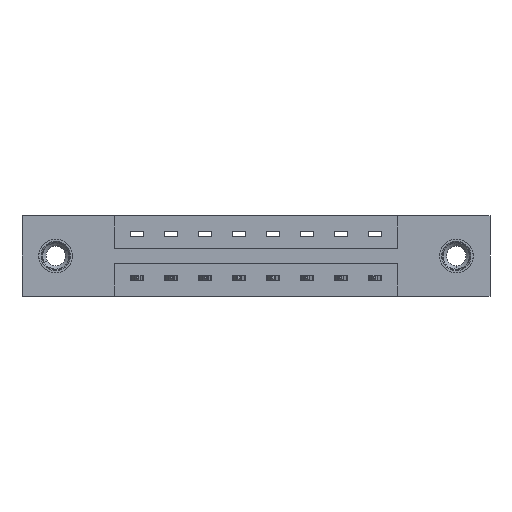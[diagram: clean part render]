
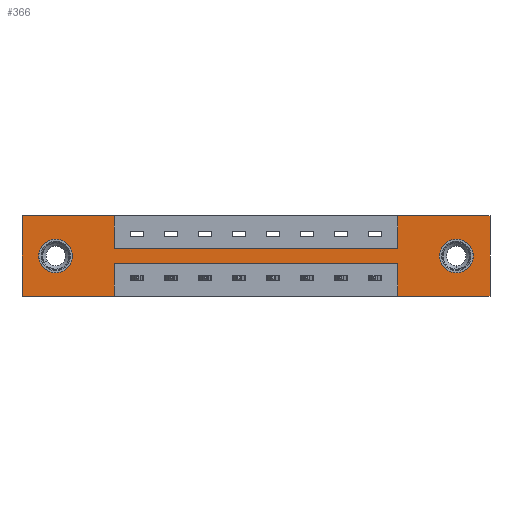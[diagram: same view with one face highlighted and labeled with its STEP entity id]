
A CAD part, front view. The second image highlights one B-rep face of the part: STEP entity #366.
In plain terms, the highlighted planar face has unit normal (0, -1, 0).
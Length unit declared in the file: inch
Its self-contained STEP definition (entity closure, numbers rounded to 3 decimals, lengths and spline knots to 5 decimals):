
#100 = CARTESIAN_POINT ( 'NONE',  ( 0., 0., 0. ) ) ;
#366 = ADVANCED_FACE ( 'NONE', ( #6705, #1818, #8961 ), #9112, .T. ) ;
#408 = VERTEX_POINT ( 'NONE', #2426 ) ;
#521 = DIRECTION ( 'NONE',  ( 0., 0., 1. ) ) ;
#703 = AXIS2_PLACEMENT_3D ( 'NONE', #6414, #896, #7250 ) ;
#781 = EDGE_CURVE ( 'NONE', #5599, #3792, #6425, .T. ) ;
#896 = DIRECTION ( 'NONE',  ( 0., 1., 0. ) ) ;
#927 = CARTESIAN_POINT ( 'NONE',  ( 1.729, 0., -0.22 ) ) ;
#939 = VERTEX_POINT ( 'NONE', #4550 ) ;
#1048 = DIRECTION ( 'NONE',  ( 1., 0., 0. ) ) ;
#1064 = VECTOR ( 'NONE', #3944, 39.37008 ) ;
#1079 = VERTEX_POINT ( 'NONE', #4055 ) ;
#1230 = CIRCLE ( 'NONE', #7275, 0.078 ) ;
#1260 = EDGE_CURVE ( 'NONE', #4512, #4960, #10706, .T. ) ;
#1279 = EDGE_CURVE ( 'NONE', #939, #4159, #1230, .T. ) ;
#1372 = VERTEX_POINT ( 'NONE', #927 ) ;
#1403 = VECTOR ( 'NONE', #3181, 39.37008 ) ;
#1412 = AXIS2_PLACEMENT_3D ( 'NONE', #3251, #9433, #4195 ) ;
#1489 = ORIENTED_EDGE ( 'NONE', *, *, #5535, .T. ) ;
#1683 = LINE ( 'NONE', #2208, #1403 ) ;
#1727 = LINE ( 'NONE', #7151, #6353 ) ;
#1818 = FACE_BOUND ( 'NONE', #5325, .T. ) ;
#1895 = VERTEX_POINT ( 'NONE', #6219 ) ;
#1915 = ORIENTED_EDGE ( 'NONE', *, *, #9057, .T. ) ;
#1954 = EDGE_CURVE ( 'NONE', #5992, #1079, #8221, .T. ) ;
#2073 = CARTESIAN_POINT ( 'NONE',  ( 1.999, 0., -0.185 ) ) ;
#2208 = CARTESIAN_POINT ( 'NONE',  ( 1.729, 0., 0. ) ) ;
#2233 = LINE ( 'NONE', #6886, #11367 ) ;
#2426 = CARTESIAN_POINT ( 'NONE',  ( 0.425, 0., 0. ) ) ;
#2534 = VECTOR ( 'NONE', #7747, 39.37008 ) ;
#2539 = ORIENTED_EDGE ( 'NONE', *, *, #10154, .F. ) ;
#2566 = LINE ( 'NONE', #6863, #9386 ) ;
#2677 = ORIENTED_EDGE ( 'NONE', *, *, #8075, .T. ) ;
#3042 = DIRECTION ( 'NONE',  ( 0., 0., -1. ) ) ;
#3131 = DIRECTION ( 'NONE',  ( -1., 0., 0. ) ) ;
#3160 = VECTOR ( 'NONE', #4086, 39.37008 ) ;
#3181 = DIRECTION ( 'NONE',  ( 0., 0., 1. ) ) ;
#3192 = CARTESIAN_POINT ( 'NONE',  ( 2.154, 0., -0.37 ) ) ;
#3251 = CARTESIAN_POINT ( 'NONE',  ( 0.155, 0., -0.185 ) ) ;
#3514 = CARTESIAN_POINT ( 'NONE',  ( 0., 0., 0. ) ) ;
#3707 = DIRECTION ( 'NONE',  ( 0., -1., 0. ) ) ;
#3726 = VECTOR ( 'NONE', #3131, 39.37008 ) ;
#3731 = ORIENTED_EDGE ( 'NONE', *, *, #9373, .F. ) ;
#3744 = VERTEX_POINT ( 'NONE', #9061 ) ;
#3774 = CIRCLE ( 'NONE', #1412, 0.078 ) ;
#3792 = VERTEX_POINT ( 'NONE', #6787 ) ;
#3944 = DIRECTION ( 'NONE',  ( 1., 0., 0. ) ) ;
#3967 = CARTESIAN_POINT ( 'NONE',  ( 0.425, 0., -0.15 ) ) ;
#4047 = CARTESIAN_POINT ( 'NONE',  ( 1.999, 0., -0.263 ) ) ;
#4055 = CARTESIAN_POINT ( 'NONE',  ( 1.729, 0., -0.15 ) ) ;
#4075 = CARTESIAN_POINT ( 'NONE',  ( 1.999, 0., -0.107 ) ) ;
#4086 = DIRECTION ( 'NONE',  ( -1., 0., 0. ) ) ;
#4159 = VERTEX_POINT ( 'NONE', #11506 ) ;
#4180 = AXIS2_PLACEMENT_3D ( 'NONE', #8305, #3707, #8347 ) ;
#4195 = DIRECTION ( 'NONE',  ( 0., 0., 1. ) ) ;
#4407 = CIRCLE ( 'NONE', #9725, 0.078 ) ;
#4453 = EDGE_CURVE ( 'NONE', #7567, #4512, #10423, .T. ) ;
#4512 = VERTEX_POINT ( 'NONE', #3192 ) ;
#4550 = CARTESIAN_POINT ( 'NONE',  ( 0.155, 0., -0.263 ) ) ;
#4562 = EDGE_CURVE ( 'NONE', #3744, #7567, #9883, .T. ) ;
#4751 = VECTOR ( 'NONE', #1048, 39.37008 ) ;
#4960 = VERTEX_POINT ( 'NONE', #5843 ) ;
#5325 = EDGE_LOOP ( 'NONE', ( #2677, #9410 ) ) ;
#5418 = CARTESIAN_POINT ( 'NONE',  ( 0.425, 0., 0. ) ) ;
#5535 = EDGE_CURVE ( 'NONE', #8024, #9329, #4407, .T. ) ;
#5599 = VERTEX_POINT ( 'NONE', #10139 ) ;
#5761 = LINE ( 'NONE', #5418, #10331 ) ;
#5843 = CARTESIAN_POINT ( 'NONE',  ( 1.729, 0., -0.37 ) ) ;
#5896 = LINE ( 'NONE', #8442, #3160 ) ;
#5925 = EDGE_LOOP ( 'NONE', ( #1489, #1915 ) ) ;
#5928 = CARTESIAN_POINT ( 'NONE',  ( 2.154, 0., 0. ) ) ;
#5962 = ORIENTED_EDGE ( 'NONE', *, *, #1954, .F. ) ;
#5992 = VERTEX_POINT ( 'NONE', #6359 ) ;
#5996 = DIRECTION ( 'NONE',  ( -1., 0., 0. ) ) ;
#6125 = ORIENTED_EDGE ( 'NONE', *, *, #781, .F. ) ;
#6219 = CARTESIAN_POINT ( 'NONE',  ( 0.425, 0., -0.37 ) ) ;
#6353 = VECTOR ( 'NONE', #7978, 39.37008 ) ;
#6359 = CARTESIAN_POINT ( 'NONE',  ( 0.425, 0., -0.15 ) ) ;
#6414 = CARTESIAN_POINT ( 'NONE',  ( 1.999, 0., -0.185 ) ) ;
#6425 = LINE ( 'NONE', #3514, #8953 ) ;
#6705 = FACE_BOUND ( 'NONE', #5925, .T. ) ;
#6748 = ORIENTED_EDGE ( 'NONE', *, *, #1260, .F. ) ;
#6787 = CARTESIAN_POINT ( 'NONE',  ( 0., 0., 0. ) ) ;
#6796 = DIRECTION ( 'NONE',  ( 0., 0., -1. ) ) ;
#6807 = CARTESIAN_POINT ( 'NONE',  ( 0.155, 0., -0.185 ) ) ;
#6863 = CARTESIAN_POINT ( 'NONE',  ( 0., 0., -0.37 ) ) ;
#6886 = CARTESIAN_POINT ( 'NONE',  ( 0.425, 0., -0.37 ) ) ;
#6934 = CARTESIAN_POINT ( 'NONE',  ( 0., 0., 0. ) ) ;
#7066 = EDGE_CURVE ( 'NONE', #4960, #1372, #1727, .T. ) ;
#7085 = CIRCLE ( 'NONE', #703, 0.078 ) ;
#7151 = CARTESIAN_POINT ( 'NONE',  ( 1.729, 0., -0.37 ) ) ;
#7250 = DIRECTION ( 'NONE',  ( 0., 0., -1. ) ) ;
#7275 = AXIS2_PLACEMENT_3D ( 'NONE', #6807, #8232, #521 ) ;
#7567 = VERTEX_POINT ( 'NONE', #8667 ) ;
#7695 = DIRECTION ( 'NONE',  ( 0., 0., -1. ) ) ;
#7721 = ORIENTED_EDGE ( 'NONE', *, *, #11292, .F. ) ;
#7747 = DIRECTION ( 'NONE',  ( 1., 0., 0. ) ) ;
#7978 = DIRECTION ( 'NONE',  ( 0., 0., 1. ) ) ;
#8024 = VERTEX_POINT ( 'NONE', #4075 ) ;
#8059 = VERTEX_POINT ( 'NONE', #9396 ) ;
#8075 = EDGE_CURVE ( 'NONE', #4159, #939, #3774, .T. ) ;
#8104 = VECTOR ( 'NONE', #6796, 39.37008 ) ;
#8188 = EDGE_LOOP ( 'NONE', ( #2539, #7721, #10113, #6748, #10659, #9383, #3731, #5962, #8471, #9301, #6125, #9521 ) ) ;
#8221 = LINE ( 'NONE', #3967, #1064 ) ;
#8232 = DIRECTION ( 'NONE',  ( 0., 1., 0. ) ) ;
#8305 = CARTESIAN_POINT ( 'NONE',  ( 0., 0., -0.37 ) ) ;
#8342 = EDGE_CURVE ( 'NONE', #408, #5992, #5761, .T. ) ;
#8347 = DIRECTION ( 'NONE',  ( 0., 0., -1. ) ) ;
#8353 = DIRECTION ( 'NONE',  ( 0., 1., 0. ) ) ;
#8442 = CARTESIAN_POINT ( 'NONE',  ( 0.425, 0., -0.22 ) ) ;
#8471 = ORIENTED_EDGE ( 'NONE', *, *, #8342, .F. ) ;
#8667 = CARTESIAN_POINT ( 'NONE',  ( 2.154, 0., 0. ) ) ;
#8926 = DIRECTION ( 'NONE',  ( 0., 0., 1. ) ) ;
#8953 = VECTOR ( 'NONE', #8926, 39.37008 ) ;
#8961 = FACE_OUTER_BOUND ( 'NONE', #8188, .T. ) ;
#9057 = EDGE_CURVE ( 'NONE', #9329, #8024, #7085, .T. ) ;
#9061 = CARTESIAN_POINT ( 'NONE',  ( 1.729, 0., 0. ) ) ;
#9112 = PLANE ( 'NONE',  #4180 ) ;
#9162 = CARTESIAN_POINT ( 'NONE',  ( 0., 0., -0.37 ) ) ;
#9301 = ORIENTED_EDGE ( 'NONE', *, *, #9721, .F. ) ;
#9329 = VERTEX_POINT ( 'NONE', #4047 ) ;
#9373 = EDGE_CURVE ( 'NONE', #1079, #3744, #1683, .T. ) ;
#9379 = LINE ( 'NONE', #100, #4751 ) ;
#9383 = ORIENTED_EDGE ( 'NONE', *, *, #4562, .F. ) ;
#9386 = VECTOR ( 'NONE', #5996, 39.37008 ) ;
#9396 = CARTESIAN_POINT ( 'NONE',  ( 0.425, 0., -0.22 ) ) ;
#9410 = ORIENTED_EDGE ( 'NONE', *, *, #1279, .T. ) ;
#9433 = DIRECTION ( 'NONE',  ( 0., 1., 0. ) ) ;
#9521 = ORIENTED_EDGE ( 'NONE', *, *, #11364, .F. ) ;
#9721 = EDGE_CURVE ( 'NONE', #3792, #408, #9379, .T. ) ;
#9725 = AXIS2_PLACEMENT_3D ( 'NONE', #2073, #8353, #3042 ) ;
#9883 = LINE ( 'NONE', #6934, #2534 ) ;
#10113 = ORIENTED_EDGE ( 'NONE', *, *, #7066, .F. ) ;
#10139 = CARTESIAN_POINT ( 'NONE',  ( 0., 0., -0.37 ) ) ;
#10154 = EDGE_CURVE ( 'NONE', #8059, #1895, #2233, .T. ) ;
#10331 = VECTOR ( 'NONE', #11440, 39.37008 ) ;
#10423 = LINE ( 'NONE', #5928, #8104 ) ;
#10659 = ORIENTED_EDGE ( 'NONE', *, *, #4453, .F. ) ;
#10706 = LINE ( 'NONE', #9162, #3726 ) ;
#11292 = EDGE_CURVE ( 'NONE', #1372, #8059, #5896, .T. ) ;
#11364 = EDGE_CURVE ( 'NONE', #1895, #5599, #2566, .T. ) ;
#11367 = VECTOR ( 'NONE', #7695, 39.37008 ) ;
#11440 = DIRECTION ( 'NONE',  ( 0., 0., -1. ) ) ;
#11506 = CARTESIAN_POINT ( 'NONE',  ( 0.155, 0., -0.107 ) ) ;
